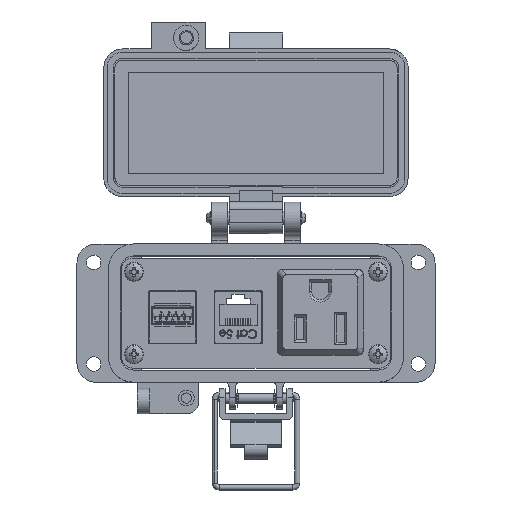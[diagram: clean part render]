
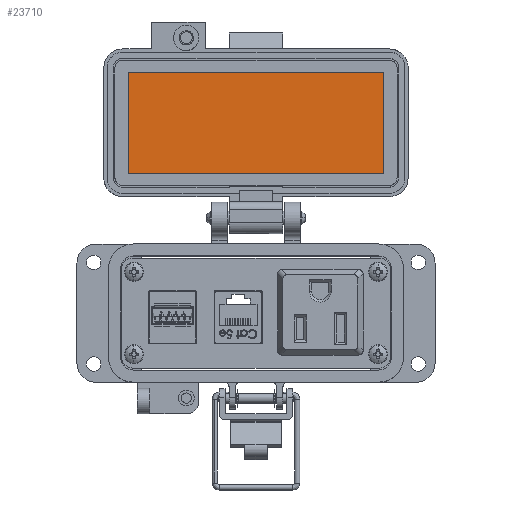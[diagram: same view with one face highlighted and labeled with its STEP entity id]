
A CAD part, top view. The second image highlights one B-rep face of the part: STEP entity #23710.
In plain terms, the highlighted planar face has unit normal (0, 0, 1).
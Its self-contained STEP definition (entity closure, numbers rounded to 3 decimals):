
#8805 = CARTESIAN_POINT ( 'NONE',  ( -8.5, 67.154, -25.55 ) ) ;
#9796 = EDGE_CURVE ( 'NONE', #70857, #28482, #18320, .T. ) ;
#14531 = CARTESIAN_POINT ( 'NONE',  ( 40.25, 83.154, -25.55 ) ) ;
#17281 = CARTESIAN_POINT ( 'NONE',  ( 42., 51.154, -25.55 ) ) ;
#18320 = LINE ( 'NONE', #45162, #23506 ) ;
#21345 = EDGE_CURVE ( 'NONE', #28482, #72898, #52022, .T. ) ;
#23506 = VECTOR ( 'NONE', #77288, 1000. ) ;
#23710 = ADVANCED_FACE ( 'NONE', ( #82699 ), #75675, .T. ) ;
#28482 = VERTEX_POINT ( 'NONE', #33990 ) ;
#28694 = CARTESIAN_POINT ( 'NONE',  ( -40.25, 51.154, -25.55 ) ) ;
#31858 = LINE ( 'NONE', #85017, #67436 ) ;
#33990 = CARTESIAN_POINT ( 'NONE',  ( 40.25, 51.154, -25.55 ) ) ;
#34954 = ORIENTED_EDGE ( 'NONE', *, *, #78021, .F. ) ;
#35666 = DIRECTION ( 'NONE',  ( 0., -1., 0. ) ) ;
#36735 = EDGE_LOOP ( 'NONE', ( #34954, #72680, #64934, #81374 ) ) ;
#40178 = VECTOR ( 'NONE', #46748, 1000. ) ;
#41717 = VECTOR ( 'NONE', #64750, 1000. ) ;
#41802 = AXIS2_PLACEMENT_3D ( 'NONE', #8805, #43139, #35666 ) ;
#43139 = DIRECTION ( 'NONE',  ( 0., 0., 1. ) ) ;
#45162 = CARTESIAN_POINT ( 'NONE',  ( 40.25, 67.154, -25.55 ) ) ;
#46748 = DIRECTION ( 'NONE',  ( -1., 0., 0. ) ) ;
#52022 = LINE ( 'NONE', #17281, #40178 ) ;
#58624 = LINE ( 'NONE', #78405, #41717 ) ;
#64750 = DIRECTION ( 'NONE',  ( 1., 0., 0. ) ) ;
#64934 = ORIENTED_EDGE ( 'NONE', *, *, #21345, .F. ) ;
#66652 = CARTESIAN_POINT ( 'NONE',  ( -40.25, 83.154, -25.55 ) ) ;
#67436 = VECTOR ( 'NONE', #78433, 1000. ) ;
#70857 = VERTEX_POINT ( 'NONE', #14531 ) ;
#72680 = ORIENTED_EDGE ( 'NONE', *, *, #84767, .F. ) ;
#72898 = VERTEX_POINT ( 'NONE', #28694 ) ;
#75675 = PLANE ( 'NONE',  #41802 ) ;
#77288 = DIRECTION ( 'NONE',  ( 0., -1., 0. ) ) ;
#78021 = EDGE_CURVE ( 'NONE', #79483, #70857, #58624, .T. ) ;
#78405 = CARTESIAN_POINT ( 'NONE',  ( -8.5, 83.154, -25.55 ) ) ;
#78433 = DIRECTION ( 'NONE',  ( 0., 1., 0. ) ) ;
#79483 = VERTEX_POINT ( 'NONE', #66652 ) ;
#81374 = ORIENTED_EDGE ( 'NONE', *, *, #9796, .F. ) ;
#82699 = FACE_OUTER_BOUND ( 'NONE', #36735, .T. ) ;
#84767 = EDGE_CURVE ( 'NONE', #72898, #79483, #31858, .T. ) ;
#85017 = CARTESIAN_POINT ( 'NONE',  ( -40.25, 67.154, -25.55 ) ) ;
